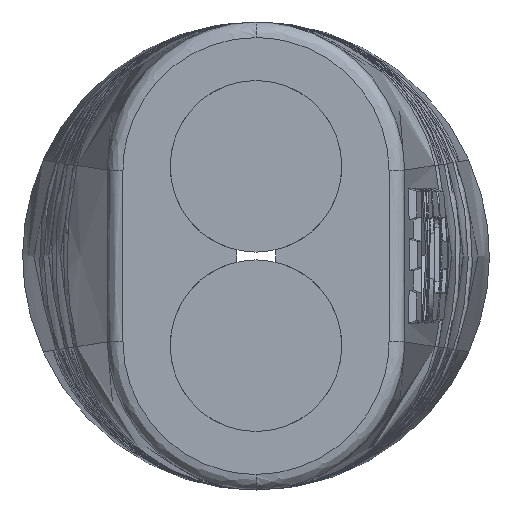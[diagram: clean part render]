
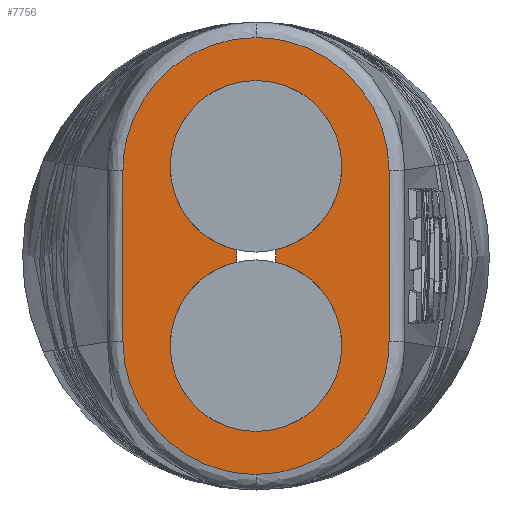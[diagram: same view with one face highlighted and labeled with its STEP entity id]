
A CAD part, front view. The second image highlights one B-rep face of the part: STEP entity #7756.
In plain terms, the highlighted planar face has unit normal (0, -1, 0).
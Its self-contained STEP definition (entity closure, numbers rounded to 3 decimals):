
#642=CARTESIAN_POINT('',(-1.15,-28.,0.));
#643=DIRECTION('',(0.,-1.,0.));
#644=DIRECTION('',(0.974,0.,0.227));
#645=AXIS2_PLACEMENT_3D('',#642,#643,#644);
#650=DIRECTION('',(1.,0.,0.));
#651=VECTOR('',#650,0.158);
#652=CARTESIAN_POINT('',(-0.079,-28.,-0.25));
#653=LINE('',#652,#651);
#657=CARTESIAN_POINT('',(1.15,-28.,0.));
#658=DIRECTION('',(0.,-1.,0.));
#659=DIRECTION('',(-0.974,0.,-0.227));
#660=AXIS2_PLACEMENT_3D('',#657,#658,#659);
#665=DIRECTION('',(-1.,0.,0.));
#666=VECTOR('',#665,0.158);
#667=CARTESIAN_POINT('',(0.079,-28.,0.25));
#668=LINE('',#667,#666);
#672=CARTESIAN_POINT('',(-2.8,-28.,0.));
#673=CARTESIAN_POINT('',(-2.8,-28.,-0.096));
#674=CARTESIAN_POINT('',(-2.784,-28.,-0.284));
#675=CARTESIAN_POINT('',(-2.716,-28.,-0.554));
#676=CARTESIAN_POINT('',(-2.596,-28.,-0.827));
#677=CARTESIAN_POINT('',(-2.432,-28.,-1.073));
#678=CARTESIAN_POINT('',(-2.225,-28.,-1.288));
#679=CARTESIAN_POINT('',(-1.993,-28.,-1.46));
#680=CARTESIAN_POINT('',(-1.728,-28.,-1.594));
#681=CARTESIAN_POINT('',(-1.426,-28.,-1.683));
#682=CARTESIAN_POINT('',(-1.212,-28.,-1.706));
#683=CARTESIAN_POINT('',(-1.1,-28.,-1.706));
#688=CARTESIAN_POINT('',(-1.1,-28.,1.706));
#689=CARTESIAN_POINT('',(-1.194,-28.,1.706));
#690=CARTESIAN_POINT('',(-1.379,-28.,1.689));
#691=CARTESIAN_POINT('',(-1.647,-28.,1.622));
#692=CARTESIAN_POINT('',(-1.919,-28.,1.503));
#693=CARTESIAN_POINT('',(-2.165,-28.,1.339));
#694=CARTESIAN_POINT('',(-2.381,-28.,1.133));
#695=CARTESIAN_POINT('',(-2.554,-28.,0.899));
#696=CARTESIAN_POINT('',(-2.689,-28.,0.63));
#697=CARTESIAN_POINT('',(-2.779,-28.,0.326));
#698=CARTESIAN_POINT('',(-2.8,-28.,0.111));
#699=CARTESIAN_POINT('',(-2.8,-28.,0.));
#704=CARTESIAN_POINT('',(1.1,-28.,1.706));
#705=CARTESIAN_POINT('',(0.827,-28.,1.707));
#706=CARTESIAN_POINT('',(0.299,-28.,1.708));
#707=CARTESIAN_POINT('',(-0.435,-28.,1.708));
#708=CARTESIAN_POINT('',(-0.885,-28.,1.707));
#709=CARTESIAN_POINT('',(-1.1,-28.,1.706));
#714=CARTESIAN_POINT('',(2.8,-28.,0.));
#715=CARTESIAN_POINT('',(2.8,-28.,0.095));
#716=CARTESIAN_POINT('',(2.784,-28.,0.283));
#717=CARTESIAN_POINT('',(2.716,-28.,0.553));
#718=CARTESIAN_POINT('',(2.596,-28.,0.827));
#719=CARTESIAN_POINT('',(2.432,-28.,1.072));
#720=CARTESIAN_POINT('',(2.226,-28.,1.288));
#721=CARTESIAN_POINT('',(1.994,-28.,1.459));
#722=CARTESIAN_POINT('',(1.728,-28.,1.594));
#723=CARTESIAN_POINT('',(1.426,-28.,1.683));
#724=CARTESIAN_POINT('',(1.212,-28.,1.706));
#725=CARTESIAN_POINT('',(1.1,-28.,1.706));
#730=CARTESIAN_POINT('',(1.1,-28.,-1.706));
#731=CARTESIAN_POINT('',(1.194,-28.,-1.706));
#732=CARTESIAN_POINT('',(1.381,-28.,-1.689));
#733=CARTESIAN_POINT('',(1.648,-28.,-1.622));
#734=CARTESIAN_POINT('',(1.92,-28.,-1.503));
#735=CARTESIAN_POINT('',(2.165,-28.,-1.339));
#736=CARTESIAN_POINT('',(2.382,-28.,-1.132));
#737=CARTESIAN_POINT('',(2.554,-28.,-0.898));
#738=CARTESIAN_POINT('',(2.689,-28.,-0.63));
#739=CARTESIAN_POINT('',(2.779,-28.,-0.326));
#740=CARTESIAN_POINT('',(2.8,-28.,-0.112));
#741=CARTESIAN_POINT('',(2.8,-28.,0.));
#746=CARTESIAN_POINT('',(-1.1,-28.,-1.706));
#747=CARTESIAN_POINT('',(-0.827,-28.,-1.707));
#748=CARTESIAN_POINT('',(-0.299,-28.,-1.708));
#749=CARTESIAN_POINT('',(0.435,-28.,-1.708));
#750=CARTESIAN_POINT('',(0.885,-28.,-1.707));
#751=CARTESIAN_POINT('',(1.1,-28.,-1.706));
#7556=CARTESIAN_POINT('',(-0.079,-28.,0.25));
#7557=CARTESIAN_POINT('',(-0.079,-28.,-0.25));
#7558=VERTEX_POINT('',#7556);
#7559=VERTEX_POINT('',#7557);
#7560=CARTESIAN_POINT('',(0.079,-28.,-0.25));
#7561=VERTEX_POINT('',#7560);
#7562=CARTESIAN_POINT('',(0.079,-28.,0.25));
#7563=VERTEX_POINT('',#7562);
#7572=VERTEX_POINT('',#672);
#7573=VERTEX_POINT('',#683);
#7576=VERTEX_POINT('',#751);
#7578=VERTEX_POINT('',#741);
#7580=VERTEX_POINT('',#725);
#7582=VERTEX_POINT('',#709);
#7727=CARTESIAN_POINT('',(0.,-28.,0.));
#7728=DIRECTION('',(0.,1.,0.));
#7729=DIRECTION('',(0.,0.,-1.));
#7730=AXIS2_PLACEMENT_3D('',#7727,#7728,#7729);
#7731=PLANE('',#7730);
#7733=ORIENTED_EDGE('',*,*,#7732,.F.);
#7735=ORIENTED_EDGE('',*,*,#7734,.F.);
#7737=ORIENTED_EDGE('',*,*,#7736,.F.);
#7739=ORIENTED_EDGE('',*,*,#7738,.F.);
#7741=ORIENTED_EDGE('',*,*,#7740,.F.);
#7743=ORIENTED_EDGE('',*,*,#7742,.F.);
#7744=EDGE_LOOP('',(#7733,#7735,#7737,#7739,#7741,#7743));
#7745=FACE_OUTER_BOUND('',#7744,.F.);
#7747=ORIENTED_EDGE('',*,*,#7746,.T.);
#7749=ORIENTED_EDGE('',*,*,#7748,.T.);
#7751=ORIENTED_EDGE('',*,*,#7750,.T.);
#7753=ORIENTED_EDGE('',*,*,#7752,.T.);
#7754=EDGE_LOOP('',(#7747,#7749,#7751,#7753));
#7755=FACE_BOUND('',#7754,.F.);
#646=CIRCLE('',#645,1.1);
#661=CIRCLE('',#660,1.1);
#684=B_SPLINE_CURVE_WITH_KNOTS('',3,(#672,#673,#674,#675,#676,#677,#678,#679,
#680,#681,#682,#683),.UNSPECIFIED.,.F.,.F.,(4,1,1,1,1,1,1,1,1,4),(0.,
0.111,0.222,0.333,0.444,
0.556,0.667,0.778,0.889,1.),
.UNSPECIFIED.);
#700=B_SPLINE_CURVE_WITH_KNOTS('',3,(#688,#689,#690,#691,#692,#693,#694,#695,
#696,#697,#698,#699),.UNSPECIFIED.,.F.,.F.,(4,1,1,1,1,1,1,1,1,4),(0.,
0.111,0.222,0.333,0.444,
0.556,0.667,0.778,0.889,1.),
.UNSPECIFIED.);
#710=B_SPLINE_CURVE_WITH_KNOTS('',3,(#704,#705,#706,#707,#708,#709),
.UNSPECIFIED.,.F.,.F.,(4,1,1,4),(0.,0.333,0.667,1.),
.UNSPECIFIED.);
#726=B_SPLINE_CURVE_WITH_KNOTS('',3,(#714,#715,#716,#717,#718,#719,#720,#721,
#722,#723,#724,#725),.UNSPECIFIED.,.F.,.F.,(4,1,1,1,1,1,1,1,1,4),(0.,
0.111,0.222,0.333,0.444,
0.556,0.667,0.778,0.889,1.),
.UNSPECIFIED.);
#742=B_SPLINE_CURVE_WITH_KNOTS('',3,(#730,#731,#732,#733,#734,#735,#736,#737,
#738,#739,#740,#741),.UNSPECIFIED.,.F.,.F.,(4,1,1,1,1,1,1,1,1,4),(0.,
0.111,0.222,0.333,0.444,
0.556,0.667,0.778,0.889,1.),
.UNSPECIFIED.);
#752=B_SPLINE_CURVE_WITH_KNOTS('',3,(#746,#747,#748,#749,#750,#751),
.UNSPECIFIED.,.F.,.F.,(4,1,1,4),(0.,0.333,0.667,1.),
.UNSPECIFIED.);
#7732=EDGE_CURVE('',#7572,#7573,#684,.T.);
#7734=EDGE_CURVE('',#7582,#7572,#700,.T.);
#7736=EDGE_CURVE('',#7580,#7582,#710,.T.);
#7738=EDGE_CURVE('',#7578,#7580,#726,.T.);
#7740=EDGE_CURVE('',#7576,#7578,#742,.T.);
#7742=EDGE_CURVE('',#7573,#7576,#752,.T.);
#7746=EDGE_CURVE('',#7558,#7559,#646,.T.);
#7748=EDGE_CURVE('',#7559,#7561,#653,.T.);
#7750=EDGE_CURVE('',#7561,#7563,#661,.T.);
#7752=EDGE_CURVE('',#7563,#7558,#668,.T.);
#7756=ADVANCED_FACE('',(#7745,#7755),#7731,.F.);
